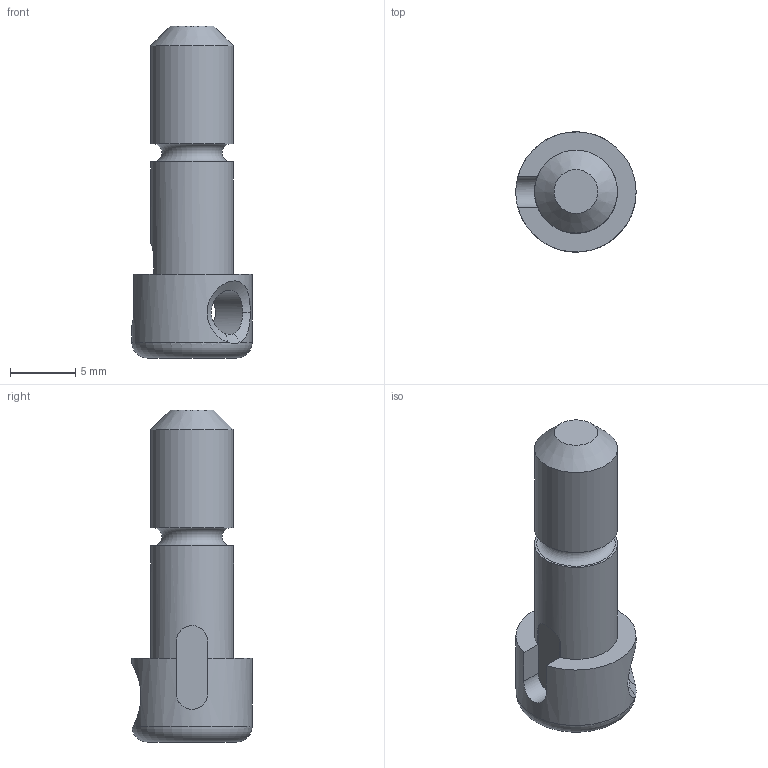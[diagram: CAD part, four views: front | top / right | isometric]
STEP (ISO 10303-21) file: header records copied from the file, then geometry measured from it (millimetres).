
FILE_DESCRIPTION(('FreeCAD Model'),'2;1');
FILE_NAME('Open CASCADE Shape Model','2024-05-20T18:21:03',('Author'),( ''),'Open CASCADE STEP processor 7.6','FreeCAD','Unknown');
FILE_SCHEMA(('AUTOMOTIVE_DESIGN { 1 0 10303 214 1 1 1 1 }'));
Length unit declared in the file: millimetre
Products named in the file (1): Body
Bounding box: 9.2 x 9.19 x 25.4 mm (x, y, z)
Volume: 799.8 mm3; surface area: 823.4 mm2
Topology: 1 solids, 1 shells, 28 faces, 71 edges, 44 vertices
Faces by surface type: plane 10, cylinder 8, bspline 6, torus 3, cone 1
Full cylindrical faces by diameter (mm): 3.4 x1, 3.45 x1, 3.6 x1, 6.35 x2, 9.2 x1
Entity records: 2070 total; most frequent: CARTESIAN_POINT 1418, ORIENTED_EDGE 142, DIRECTION 113, EDGE_CURVE 71, AXIS2_PLACEMENT_3D 46, VERTEX_POINT 44, FACE_BOUND 31, EDGE_LOOP 31
